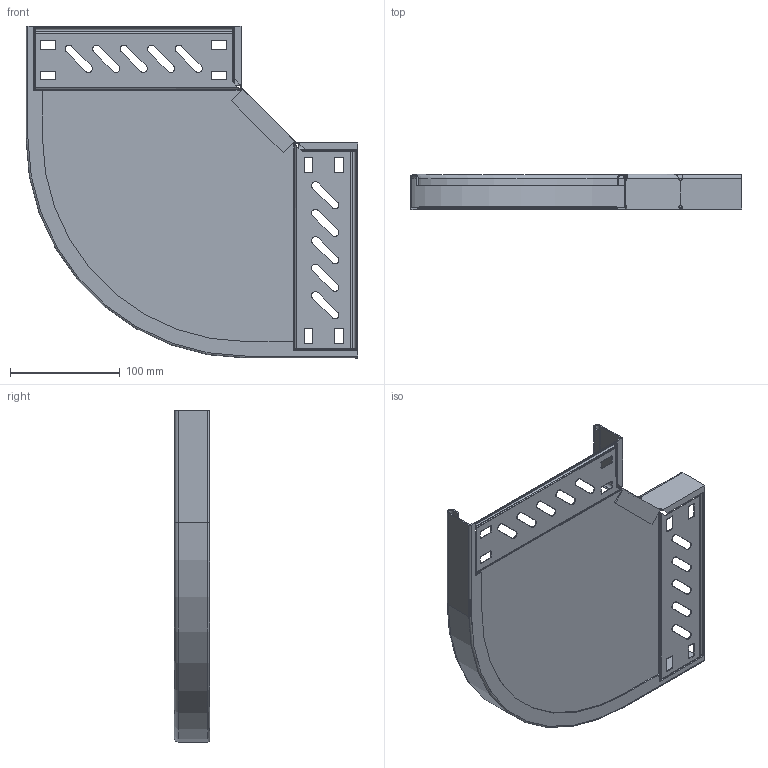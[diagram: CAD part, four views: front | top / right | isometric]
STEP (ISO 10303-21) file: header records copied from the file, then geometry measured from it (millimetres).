
FILE_DESCRIPTION (( 'STEP AP214' ), '1' );
FILE_NAME ('6036502.STEP', '2024-10-18T11:33:45', ( '' ), ( '' ), 'SwSTEP 2.0', 'SolidWorks 2022', '' );
FILE_SCHEMA (( 'AUTOMOTIVE_DESIGN' ));
Length unit declared in the file: millimetre
Products named in the file (4): 167655_35x90°; 167734_200; 181211_200; 6036502
Assembly tree (3 placements, depth 2):
  6036502
    167734_200
    181211_200
    167655_35x90°
Bounding box: 302 x 32 x 302 mm (x, y, z)
Volume: 97864 mm3; surface area: 214465 mm2
Topology: 3 solids, 3 shells, 290 faces, 768 edges, 484 vertices
Faces by surface type: plane 168, cylinder 110, bspline 8, torus 4
Entity records: 9456 total; most frequent: CARTESIAN_POINT 1896, ORIENTED_EDGE 1536, DIRECTION 1518, EDGE_CURVE 768, LINE 522, VECTOR 522, AXIS2_PLACEMENT_3D 498, VERTEX_POINT 484
